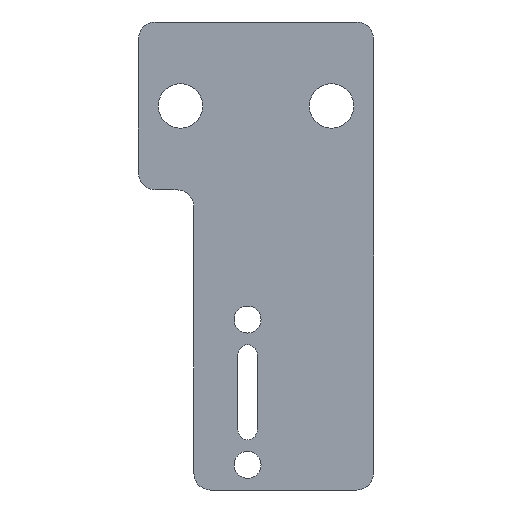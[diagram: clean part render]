
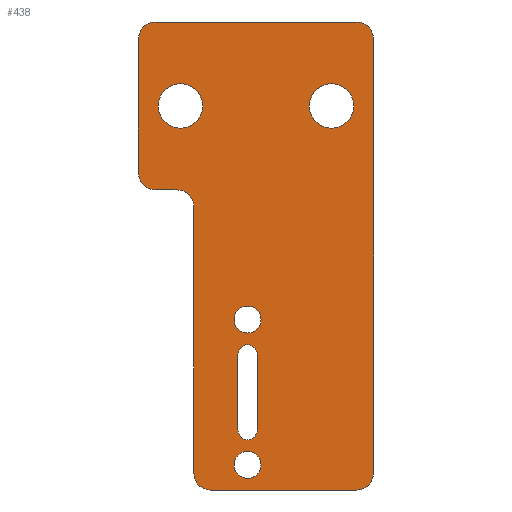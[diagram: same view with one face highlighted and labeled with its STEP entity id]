
A CAD part, front view. The second image highlights one B-rep face of the part: STEP entity #438.
In plain terms, the highlighted planar face has unit normal (0, -1, 0).
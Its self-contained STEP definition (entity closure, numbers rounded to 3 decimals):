
#20=FACE_BOUND('',#84,.T.);
#21=FACE_BOUND('',#85,.T.);
#22=FACE_BOUND('',#86,.T.);
#23=FACE_BOUND('',#87,.T.);
#24=FACE_BOUND('',#88,.T.);
#34=PLANE('',#498);
#56=FACE_OUTER_BOUND('',#83,.T.);
#83=EDGE_LOOP('',(#385,#386,#387,#388,#389,#390,#391,#392,#393,#394,#395,
#396));
#84=EDGE_LOOP('',(#397));
#85=EDGE_LOOP('',(#398));
#86=EDGE_LOOP('',(#399));
#87=EDGE_LOOP('',(#400,#401,#402,#403));
#88=EDGE_LOOP('',(#404));
#93=LINE('',#644,#129);
#103=LINE('',#689,#139);
#108=LINE('',#703,#144);
#114=LINE('',#721,#150);
#117=LINE('',#729,#153);
#122=LINE('',#746,#158);
#123=LINE('',#748,#159);
#124=LINE('',#750,#160);
#129=VECTOR('',#513,10.);
#139=VECTOR('',#553,10.);
#144=VECTOR('',#568,10.);
#150=VECTOR('',#588,10.);
#153=VECTOR('',#597,10.);
#158=VECTOR('',#620,10.);
#159=VECTOR('',#623,10.);
#160=VECTOR('',#626,10.);
#161=CIRCLE('',#454,2.);
#174=CIRCLE('',#470,2.);
#175=CIRCLE('',#473,2.);
#176=CIRCLE('',#475,2.);
#177=CIRCLE('',#478,2.);
#178=CIRCLE('',#480,2.);
#179=CIRCLE('',#482,1.6);
#180=CIRCLE('',#485,1.15);
#181=CIRCLE('',#488,1.15);
#182=CIRCLE('',#490,2.65);
#183=CIRCLE('',#492,1.6);
#184=CIRCLE('',#494,2.65);
#185=VERTEX_POINT('',#631);
#186=VERTEX_POINT('',#632);
#190=VERTEX_POINT('',#642);
#208=VERTEX_POINT('',#682);
#209=VERTEX_POINT('',#683);
#210=VERTEX_POINT('',#688);
#211=VERTEX_POINT('',#692);
#212=VERTEX_POINT('',#696);
#213=VERTEX_POINT('',#697);
#214=VERTEX_POINT('',#702);
#215=VERTEX_POINT('',#706);
#216=VERTEX_POINT('',#710);
#217=VERTEX_POINT('',#714);
#218=VERTEX_POINT('',#718);
#219=VERTEX_POINT('',#720);
#220=VERTEX_POINT('',#724);
#221=VERTEX_POINT('',#728);
#222=VERTEX_POINT('',#734);
#223=VERTEX_POINT('',#738);
#224=VERTEX_POINT('',#742);
#225=EDGE_CURVE('',#185,#186,#161,.T.);
#231=EDGE_CURVE('',#185,#190,#93,.T.);
#250=EDGE_CURVE('',#208,#209,#174,.T.);
#253=EDGE_CURVE('',#210,#209,#103,.T.);
#255=EDGE_CURVE('',#210,#211,#175,.T.);
#257=EDGE_CURVE('',#212,#213,#176,.T.);
#260=EDGE_CURVE('',#214,#213,#108,.T.);
#262=EDGE_CURVE('',#214,#215,#177,.T.);
#264=EDGE_CURVE('',#216,#190,#178,.T.);
#266=EDGE_CURVE('',#217,#217,#179,.T.);
#269=EDGE_CURVE('',#219,#218,#114,.T.);
#271=EDGE_CURVE('',#220,#219,#180,.T.);
#273=EDGE_CURVE('',#221,#220,#117,.T.);
#275=EDGE_CURVE('',#218,#221,#181,.T.);
#276=EDGE_CURVE('',#222,#222,#182,.T.);
#278=EDGE_CURVE('',#223,#223,#183,.T.);
#280=EDGE_CURVE('',#224,#224,#184,.T.);
#282=EDGE_CURVE('',#212,#211,#122,.T.);
#283=EDGE_CURVE('',#216,#215,#123,.T.);
#284=EDGE_CURVE('',#208,#186,#124,.T.);
#385=ORIENTED_EDGE('',*,*,#225,.F.);
#386=ORIENTED_EDGE('',*,*,#231,.T.);
#387=ORIENTED_EDGE('',*,*,#264,.F.);
#388=ORIENTED_EDGE('',*,*,#283,.T.);
#389=ORIENTED_EDGE('',*,*,#262,.F.);
#390=ORIENTED_EDGE('',*,*,#260,.T.);
#391=ORIENTED_EDGE('',*,*,#257,.F.);
#392=ORIENTED_EDGE('',*,*,#282,.T.);
#393=ORIENTED_EDGE('',*,*,#255,.F.);
#394=ORIENTED_EDGE('',*,*,#253,.T.);
#395=ORIENTED_EDGE('',*,*,#250,.F.);
#396=ORIENTED_EDGE('',*,*,#284,.T.);
#397=ORIENTED_EDGE('',*,*,#280,.T.);
#398=ORIENTED_EDGE('',*,*,#278,.T.);
#399=ORIENTED_EDGE('',*,*,#276,.T.);
#400=ORIENTED_EDGE('',*,*,#275,.T.);
#401=ORIENTED_EDGE('',*,*,#273,.T.);
#402=ORIENTED_EDGE('',*,*,#271,.T.);
#403=ORIENTED_EDGE('',*,*,#269,.T.);
#404=ORIENTED_EDGE('',*,*,#266,.T.);
#438=ADVANCED_FACE('',(#56,#20,#21,#22,#23,#24),#34,.F.);
#454=AXIS2_PLACEMENT_3D('',#633,#503,#504);
#470=AXIS2_PLACEMENT_3D('',#684,#547,#548);
#473=AXIS2_PLACEMENT_3D('',#693,#557,#558);
#475=AXIS2_PLACEMENT_3D('',#698,#562,#563);
#478=AXIS2_PLACEMENT_3D('',#707,#572,#573);
#480=AXIS2_PLACEMENT_3D('',#711,#577,#578);
#482=AXIS2_PLACEMENT_3D('',#715,#582,#583);
#485=AXIS2_PLACEMENT_3D('',#725,#592,#593);
#488=AXIS2_PLACEMENT_3D('',#732,#601,#602);
#490=AXIS2_PLACEMENT_3D('',#735,#605,#606);
#492=AXIS2_PLACEMENT_3D('',#739,#610,#611);
#494=AXIS2_PLACEMENT_3D('',#743,#615,#616);
#498=AXIS2_PLACEMENT_3D('',#751,#627,#628);
#503=DIRECTION('center_axis',(0.,1.,0.));
#504=DIRECTION('ref_axis',(0.707,0.,-0.707));
#513=DIRECTION('',(0.,0.,1.));
#547=DIRECTION('center_axis',(0.,1.,0.));
#548=DIRECTION('ref_axis',(-0.707,0.,-0.707));
#553=DIRECTION('',(0.,0.,-1.));
#557=DIRECTION('center_axis',(0.,-1.,0.));
#558=DIRECTION('ref_axis',(0.707,0.,0.707));
#562=DIRECTION('center_axis',(0.,1.,0.));
#563=DIRECTION('ref_axis',(-0.707,0.,-0.707));
#568=DIRECTION('',(0.,0.,-1.));
#572=DIRECTION('center_axis',(0.,1.,0.));
#573=DIRECTION('ref_axis',(-0.707,0.,0.707));
#577=DIRECTION('center_axis',(0.,1.,0.));
#578=DIRECTION('ref_axis',(0.707,0.,0.707));
#582=DIRECTION('center_axis',(0.,1.,0.));
#583=DIRECTION('ref_axis',(1.,0.,0.));
#588=DIRECTION('',(0.,0.,1.));
#592=DIRECTION('center_axis',(0.,1.,0.));
#593=DIRECTION('ref_axis',(1.,0.,0.));
#597=DIRECTION('',(0.,0.,-1.));
#601=DIRECTION('center_axis',(0.,1.,0.));
#602=DIRECTION('ref_axis',(-1.,0.,0.));
#605=DIRECTION('center_axis',(0.,1.,0.));
#606=DIRECTION('ref_axis',(1.,0.,0.));
#610=DIRECTION('center_axis',(0.,1.,0.));
#611=DIRECTION('ref_axis',(1.,0.,0.));
#615=DIRECTION('center_axis',(0.,1.,0.));
#616=DIRECTION('ref_axis',(1.,0.,0.));
#620=DIRECTION('',(1.,0.,0.));
#623=DIRECTION('',(-1.,0.,0.));
#626=DIRECTION('',(1.,0.,0.));
#627=DIRECTION('center_axis',(0.,1.,0.));
#628=DIRECTION('ref_axis',(1.,0.,0.));
#631=CARTESIAN_POINT('',(21.4,-9.763,-17.25));
#632=CARTESIAN_POINT('',(19.4,-9.763,-19.25));
#633=CARTESIAN_POINT('Origin',(19.4,-9.763,-17.25));
#642=CARTESIAN_POINT('',(21.4,-9.763,34.5));
#644=CARTESIAN_POINT('',(21.4,-9.763,36.5));
#682=CARTESIAN_POINT('',(2.,-9.763,-19.25));
#683=CARTESIAN_POINT('',(0.,-9.763,-17.25));
#684=CARTESIAN_POINT('Origin',(2.,-9.763,-17.25));
#688=CARTESIAN_POINT('',(0.,-9.763,14.5));
#689=CARTESIAN_POINT('',(0.,-9.763,-19.25));
#692=CARTESIAN_POINT('',(-2.,-9.763,16.5));
#693=CARTESIAN_POINT('Origin',(-2.,-9.763,14.5));
#696=CARTESIAN_POINT('',(-4.6,-9.763,16.5));
#697=CARTESIAN_POINT('',(-6.6,-9.763,18.5));
#698=CARTESIAN_POINT('Origin',(-4.6,-9.763,18.5));
#702=CARTESIAN_POINT('',(-6.6,-9.763,34.5));
#703=CARTESIAN_POINT('',(-6.6,-9.763,16.5));
#706=CARTESIAN_POINT('',(-4.6,-9.763,36.5));
#707=CARTESIAN_POINT('Origin',(-4.6,-9.763,34.5));
#710=CARTESIAN_POINT('',(19.4,-9.763,36.5));
#711=CARTESIAN_POINT('Origin',(19.4,-9.763,34.5));
#714=CARTESIAN_POINT('',(4.8,-9.763,1.05));
#715=CARTESIAN_POINT('Origin',(6.4,-9.763,1.05));
#718=CARTESIAN_POINT('',(5.25,-9.763,-3.1));
#720=CARTESIAN_POINT('',(5.25,-9.763,-12.1));
#721=CARTESIAN_POINT('',(5.25,-9.763,-12.1));
#724=CARTESIAN_POINT('',(7.55,-9.763,-12.1));
#725=CARTESIAN_POINT('Origin',(6.4,-9.763,-12.1));
#728=CARTESIAN_POINT('',(7.55,-9.763,-3.1));
#729=CARTESIAN_POINT('',(7.55,-9.763,-3.1));
#732=CARTESIAN_POINT('Origin',(6.4,-9.763,-3.1));
#734=CARTESIAN_POINT('',(13.75,-9.763,26.5));
#735=CARTESIAN_POINT('Origin',(16.4,-9.763,26.5));
#738=CARTESIAN_POINT('',(4.8,-9.763,-16.25));
#739=CARTESIAN_POINT('Origin',(6.4,-9.763,-16.25));
#742=CARTESIAN_POINT('',(-4.25,-9.763,26.5));
#743=CARTESIAN_POINT('Origin',(-1.6,-9.763,26.5));
#746=CARTESIAN_POINT('',(0.,-9.763,16.5));
#748=CARTESIAN_POINT('',(-6.6,-9.763,36.5));
#750=CARTESIAN_POINT('',(0.,-9.763,-19.25));
#751=CARTESIAN_POINT('Origin',(7.4,-9.763,8.625));
